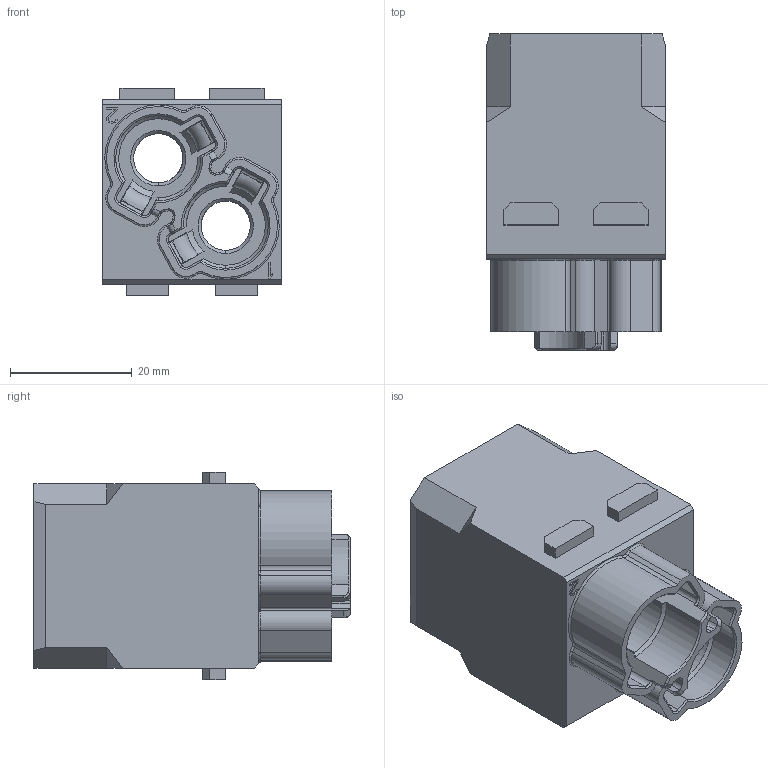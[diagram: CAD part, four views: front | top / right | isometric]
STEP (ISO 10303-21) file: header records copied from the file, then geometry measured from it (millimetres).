
FILE_DESCRIPTION((''),'2;1');
FILE_NAME('H2MK002MC','2017-05-16T',('tl.yang'),(''),'PRO/ENGINEER BY PARAMETRIC TECHNOLOGY CORPORATION, 2011500','PRO/ENGINEER BY PARAMETRIC TECHNOLOGY CORPORATION, 2011500','');
FILE_SCHEMA(('CONFIG_CONTROL_DESIGN'));
Length unit declared in the file: millimetre
Products named in the file (1): H2MK002MC
Bounding box: 29.4 x 52 x 34.2 mm (x, y, z)
Volume: 19230 mm3; surface area: 13904.8 mm2
Topology: 1 solids, 1 shells, 445 faces, 1194 edges, 756 vertices
Faces by surface type: plane 239, cylinder 114, cone 44, torus 42, bspline 6
Entity records: 14962 total; most frequent: CARTESIAN_POINT 3675, ORIENTED_EDGE 2380, DIRECTION 2346, EDGE_CURVE 1190, AXIS2_PLACEMENT_3D 789, VECTOR 768, LINE 768, VERTEX_POINT 756
